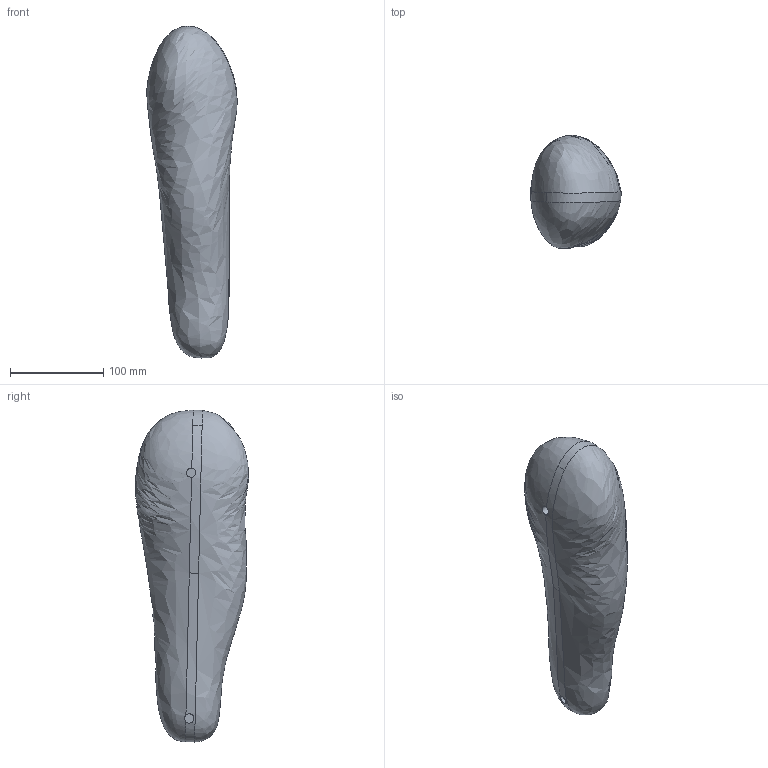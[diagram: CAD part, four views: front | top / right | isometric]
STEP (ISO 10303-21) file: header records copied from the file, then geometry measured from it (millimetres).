
FILE_DESCRIPTION (( 'STEP AP203' ), '1' );
FILE_NAME ('l_uprarm_Default_sldprt.STEP', '2020-01-15T12:30:03', ( '' ), ( '' ), 'SwSTEP 2.0', 'SolidWorks 2017', '' );
FILE_SCHEMA (( 'CONFIG_CONTROL_DESIGN' ));
Length unit declared in the file: millimetre
Products named in the file (1): l_uprarm_Default_sldprt
Bounding box: 97.09 x 121.46 x 356.31 mm (x, y, z)
Volume: 1952072.6 mm3; surface area: 99899.2 mm2
Topology: 1 solids, 1 shells, 12 faces, 30 edges, 20 vertices
Faces by surface type: bspline 6, cylinder 4, plane 2
Entity records: 3952 total; most frequent: CARTESIAN_POINT 3634, ORIENTED_EDGE 60, DIRECTION 30, EDGE_CURVE 30, VERTEX_POINT 20, B_SPLINE_CURVE_WITH_KNOTS 18, EDGE_LOOP 12, ADVANCED_FACE 12
